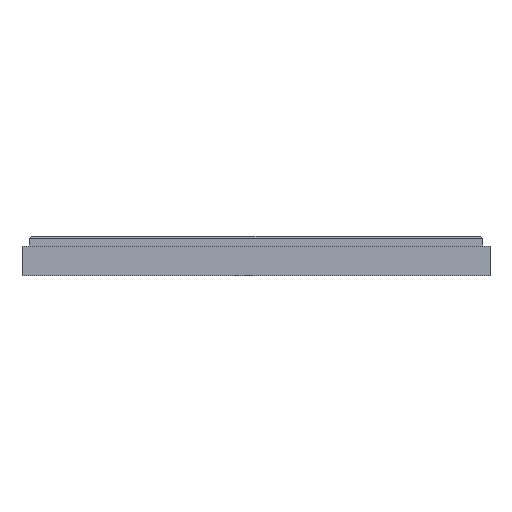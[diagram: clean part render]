
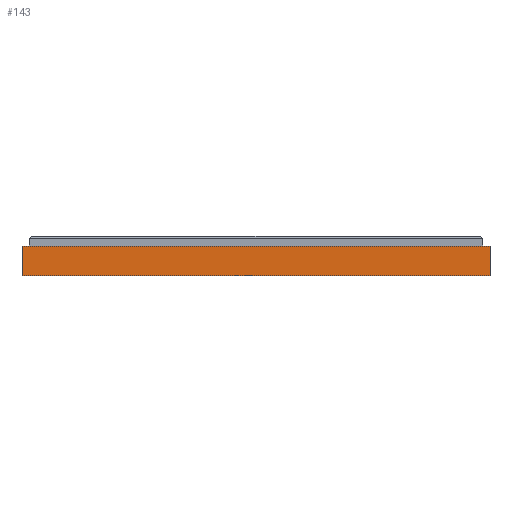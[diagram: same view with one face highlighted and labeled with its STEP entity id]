
A CAD part, front view. The second image highlights one B-rep face of the part: STEP entity #143.
In plain terms, the highlighted planar face has unit normal (0, -1, 0).
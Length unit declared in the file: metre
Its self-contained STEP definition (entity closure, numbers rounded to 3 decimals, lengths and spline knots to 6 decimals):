
#143 = ADVANCED_FACE( '', ( #451 ), #452, .F. );
#451 = FACE_OUTER_BOUND( '', #871, .T. );
#452 = PLANE( '', #872 );
#871 = EDGE_LOOP( '', ( #1886, #1887, #1888, #1889 ) );
#872 = AXIS2_PLACEMENT_3D( '', #1890, #1891, #1892 );
#1886 = ORIENTED_EDGE( '', *, *, #2812, .T. );
#1887 = ORIENTED_EDGE( '', *, *, #2813, .F. );
#1888 = ORIENTED_EDGE( '', *, *, #2795, .F. );
#1889 = ORIENTED_EDGE( '', *, *, #2514, .T. );
#1890 = CARTESIAN_POINT( '', ( -0.01615, -0.06, 0.006 ) );
#1891 = DIRECTION( '', ( 0., 1., 0. ) );
#1892 = DIRECTION( '', ( 0., 0., 1. ) );
#2514 = EDGE_CURVE( '', #2982, #2980, #2983, .T. );
#2795 = EDGE_CURVE( '', #2982, #3467, #3468, .T. );
#2812 = EDGE_CURVE( '', #2980, #3494, #3495, .T. );
#2813 = EDGE_CURVE( '', #3467, #3494, #3496, .T. );
#2980 = VERTEX_POINT( '', #3734 );
#2982 = VERTEX_POINT( '', #3737 );
#2983 = LINE( '', #3738, #3739 );
#3467 = VERTEX_POINT( '', #4483 );
#3468 = LINE( '', #4484, #4485 );
#3494 = VERTEX_POINT( '', #4527 );
#3495 = LINE( '', #4528, #4529 );
#3496 = LINE( '', #4530, #4531 );
#3734 = CARTESIAN_POINT( '', ( -0.047, -0.06, 0. ) );
#3737 = CARTESIAN_POINT( '', ( -0.047, -0.06, 0.006 ) );
#3738 = CARTESIAN_POINT( '', ( -0.047, -0.06, 0.006 ) );
#3739 = VECTOR( '', #4834, 1. );
#4483 = CARTESIAN_POINT( '', ( 0.047, -0.06, 0.006 ) );
#4484 = CARTESIAN_POINT( '', ( -0.01615, -0.06, 0.006 ) );
#4485 = VECTOR( '', #5155, 1. );
#4527 = CARTESIAN_POINT( '', ( 0.047, -0.06, 0. ) );
#4528 = CARTESIAN_POINT( '', ( -0.01615, -0.06, 0. ) );
#4529 = VECTOR( '', #5172, 1. );
#4530 = CARTESIAN_POINT( '', ( 0.047, -0.06, 0.006 ) );
#4531 = VECTOR( '', #5173, 1. );
#4834 = DIRECTION( '', ( 0., 0., -1. ) );
#5155 = DIRECTION( '', ( 1., 0., 0. ) );
#5172 = DIRECTION( '', ( 1., 0., 0. ) );
#5173 = DIRECTION( '', ( 0., 0., -1. ) );
